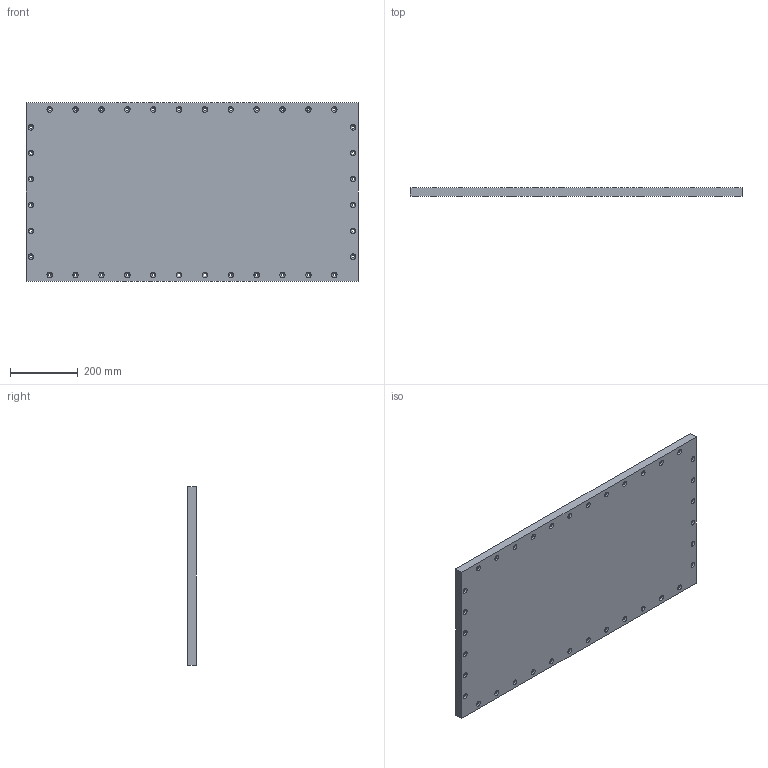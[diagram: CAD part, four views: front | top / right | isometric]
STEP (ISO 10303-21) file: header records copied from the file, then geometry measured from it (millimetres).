
FILE_DESCRIPTION (( 'STEP AP214' ), '1' );
FILE_NAME ('runway 5 rev03.STEP', '2019-06-26T19:59:37', ( '' ), ( '' ), 'SwSTEP 2.0', 'SolidWorks 2018', '' );
FILE_SCHEMA (( 'AUTOMOTIVE_DESIGN' ));
Length unit declared in the file: inch
Products named in the file (1): runway 5 rev03
Bounding box: 977.9 x 25.4 x 527.05 mm (x, y, z)
Volume: 13029551 mm3; surface area: 1126039.3 mm2
Topology: 1 solids, 1 shells, 150 faces, 372 edges, 224 vertices
Faces by surface type: cone 72, cylinder 72, plane 6
Entity records: 4660 total; most frequent: DIRECTION 890, CARTESIAN_POINT 747, ORIENTED_EDGE 744, EDGE_CURVE 372, AXIS2_PLACEMENT_3D 367, VERTEX_POINT 224, EDGE_LOOP 222, CIRCLE 216
